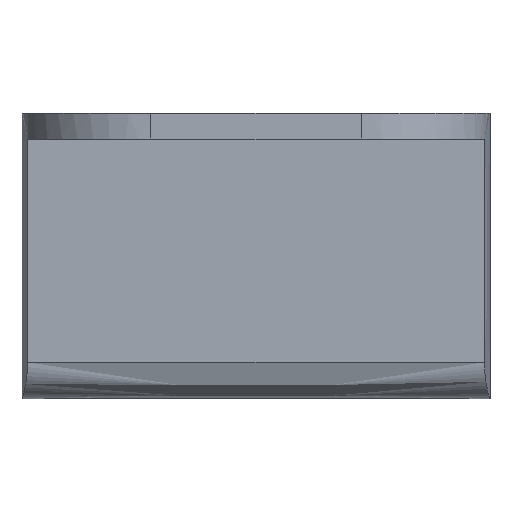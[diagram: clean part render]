
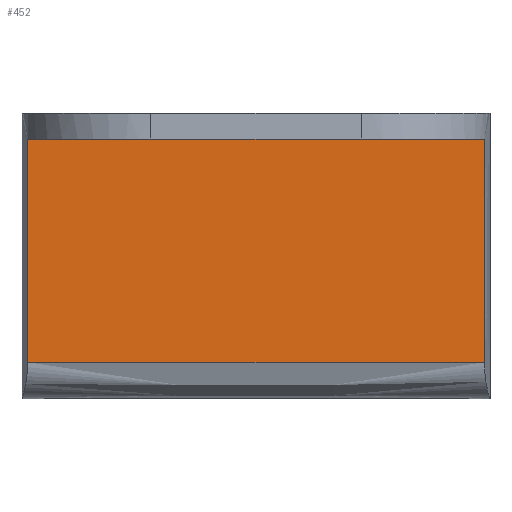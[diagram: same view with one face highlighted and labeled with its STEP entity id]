
A CAD part, left-side view. The second image highlights one B-rep face of the part: STEP entity #452.
In plain terms, the highlighted planar face has unit normal (-1, 0, 0).
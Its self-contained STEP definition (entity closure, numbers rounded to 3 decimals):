
#29=PLANE('',#493);
#53=B_SPLINE_CURVE_WITH_KNOTS('',3,(#816,#817,#818,#819),.UNSPECIFIED.,
 .F.,.F.,(4,4),(0.,3.513),.UNSPECIFIED.);
#54=B_SPLINE_CURVE_WITH_KNOTS('',3,(#849,#850,#851,#852),.UNSPECIFIED.,
 .F.,.F.,(4,4),(0.333,2.05),.UNSPECIFIED.);
#66=B_SPLINE_CURVE_WITH_KNOTS('',3,(#989,#990,#991,#992),.UNSPECIFIED.,
 .F.,.F.,(4,4),(0.05,1.767),.UNSPECIFIED.);
#90=FACE_OUTER_BOUND('',#118,.T.);
#118=EDGE_LOOP('',(#378,#379,#380,#381));
#142=LINE('',#977,#168);
#168=VECTOR('',#550,10.);
#213=VERTEX_POINT('',#790);
#214=VERTEX_POINT('',#803);
#215=VERTEX_POINT('',#848);
#225=VERTEX_POINT('',#976);
#265=EDGE_CURVE('',#214,#213,#53,.T.);
#266=EDGE_CURVE('',#213,#215,#54,.T.);
#282=EDGE_CURVE('',#215,#225,#142,.T.);
#284=EDGE_CURVE('',#225,#214,#66,.T.);
#378=ORIENTED_EDGE('',*,*,#265,.F.);
#379=ORIENTED_EDGE('',*,*,#284,.F.);
#380=ORIENTED_EDGE('',*,*,#282,.F.);
#381=ORIENTED_EDGE('',*,*,#266,.F.);
#452=ADVANCED_FACE('',(#90),#29,.T.);
#493=AXIS2_PLACEMENT_3D('',#988,#551,#552);
#550=DIRECTION('',(0.,-1.,0.));
#551=DIRECTION('center_axis',(-1.,0.,0.));
#552=DIRECTION('ref_axis',(0.,-1.,0.));
#790=CARTESIAN_POINT('',(-3.,35.566,2.828));
#803=CARTESIAN_POINT('',(-3.,0.434,2.828));
#816=CARTESIAN_POINT('Ctrl Pts',(-3.,0.434,2.828));
#817=CARTESIAN_POINT('Ctrl Pts',(-3.,12.147,2.828));
#818=CARTESIAN_POINT('Ctrl Pts',(-3.,23.853,2.828));
#819=CARTESIAN_POINT('Ctrl Pts',(-3.,35.566,2.828));
#848=CARTESIAN_POINT('',(-3.,35.566,20.));
#849=CARTESIAN_POINT('Ctrl Pts',(-3.,35.566,2.828));
#850=CARTESIAN_POINT('Ctrl Pts',(-3.,35.566,8.552));
#851=CARTESIAN_POINT('Ctrl Pts',(-3.,35.566,14.276));
#852=CARTESIAN_POINT('Ctrl Pts',(-3.,35.566,20.));
#976=CARTESIAN_POINT('',(-3.,0.434,20.));
#977=CARTESIAN_POINT('',(-3.,0.,20.));
#988=CARTESIAN_POINT('Origin',(-3.,36.,0.));
#989=CARTESIAN_POINT('Ctrl Pts',(-3.,0.434,20.));
#990=CARTESIAN_POINT('Ctrl Pts',(-3.,0.434,14.276));
#991=CARTESIAN_POINT('Ctrl Pts',(-3.,0.434,8.552));
#992=CARTESIAN_POINT('Ctrl Pts',(-3.,0.434,2.828));
